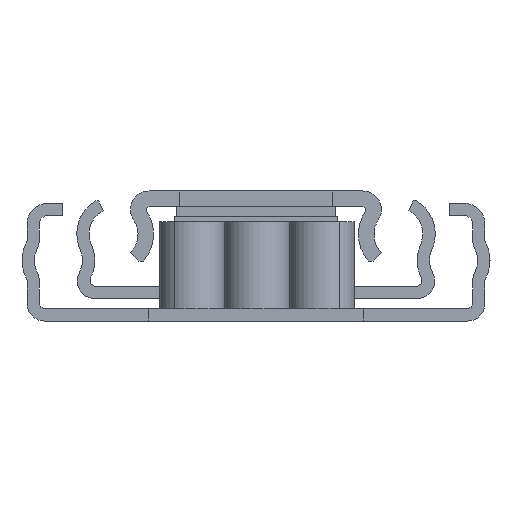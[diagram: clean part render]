
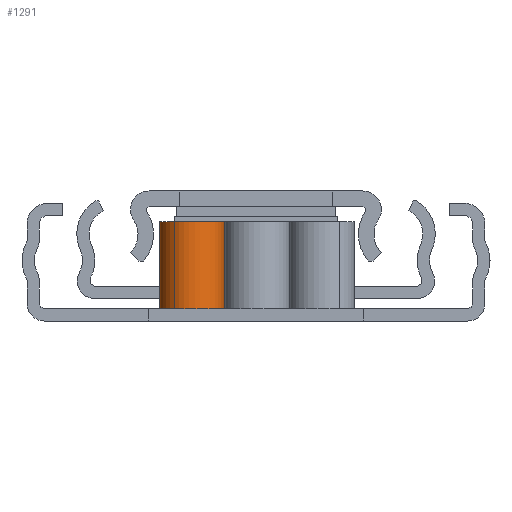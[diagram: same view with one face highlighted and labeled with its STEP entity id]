
A CAD part, left-side view. The second image highlights one B-rep face of the part: STEP entity #1291.
In plain terms, the highlighted cylindrical face has radius 3.198 mm (diameter 6.396 mm), a partial arc.
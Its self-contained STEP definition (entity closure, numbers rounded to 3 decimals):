
#822 = DIRECTION ( 'NONE',  ( 0., 0., -1. ) ) ;
#1193 = VERTEX_POINT ( 'NONE', #9673 ) ;
#1291 = ADVANCED_FACE ( 'NONE', ( #3762 ), #7767, .T. ) ;
#1415 = EDGE_CURVE ( 'NONE', #4138, #10418, #2313, .T. ) ;
#2266 = ORIENTED_EDGE ( 'NONE', *, *, #10697, .F. ) ;
#2313 = LINE ( 'NONE', #3482, #9099 ) ;
#3037 = VERTEX_POINT ( 'NONE', #3900 ) ;
#3397 = CIRCLE ( 'NONE', #10717, 3.198 ) ;
#3409 = AXIS2_PLACEMENT_3D ( 'NONE', #10922, #10010, #5034 ) ;
#3481 = DIRECTION ( 'NONE',  ( 0., 0., -1. ) ) ;
#3482 = CARTESIAN_POINT ( 'NONE',  ( -3.167, -1.1, 8.5 ) ) ;
#3762 = FACE_OUTER_BOUND ( 'NONE', #5603, .T. ) ;
#3900 = CARTESIAN_POINT ( 'NONE',  ( -9.5, -1.1, 8.5 ) ) ;
#4101 = CARTESIAN_POINT ( 'NONE',  ( -6.333, -0.652, 8.5 ) ) ;
#4138 = VERTEX_POINT ( 'NONE', #5224 ) ;
#4146 = CARTESIAN_POINT ( 'NONE',  ( -6.333, -0.652, 8.5 ) ) ;
#4245 = CIRCLE ( 'NONE', #3409, 3.198 ) ;
#4255 = CARTESIAN_POINT ( 'NONE',  ( -3.167, -1.1, 0. ) ) ;
#4362 = ORIENTED_EDGE ( 'NONE', *, *, #10715, .T. ) ;
#5034 = DIRECTION ( 'NONE',  ( -1., 0., 0. ) ) ;
#5224 = CARTESIAN_POINT ( 'NONE',  ( -3.167, -1.1, 8.5 ) ) ;
#5466 = ORIENTED_EDGE ( 'NONE', *, *, #7027, .T. ) ;
#5603 = EDGE_LOOP ( 'NONE', ( #2266, #11643, #4362, #5466 ) ) ;
#6437 = DIRECTION ( 'NONE',  ( 0., 0., -1. ) ) ;
#7027 = EDGE_CURVE ( 'NONE', #3037, #1193, #9455, .T. ) ;
#7767 = CYLINDRICAL_SURFACE ( 'NONE', #10353, 3.198 ) ;
#8106 = DIRECTION ( 'NONE',  ( -1., 0., 0. ) ) ;
#8812 = DIRECTION ( 'NONE',  ( -1., 0., 0. ) ) ;
#8920 = VECTOR ( 'NONE', #3481, 1000. ) ;
#9099 = VECTOR ( 'NONE', #6437, 1000. ) ;
#9455 = LINE ( 'NONE', #12465, #8920 ) ;
#9673 = CARTESIAN_POINT ( 'NONE',  ( -9.5, -1.1, 0. ) ) ;
#10010 = DIRECTION ( 'NONE',  ( 0., 0., -1. ) ) ;
#10353 = AXIS2_PLACEMENT_3D ( 'NONE', #4146, #11766, #8812 ) ;
#10418 = VERTEX_POINT ( 'NONE', #4255 ) ;
#10697 = EDGE_CURVE ( 'NONE', #10418, #1193, #4245, .T. ) ;
#10715 = EDGE_CURVE ( 'NONE', #4138, #3037, #3397, .T. ) ;
#10717 = AXIS2_PLACEMENT_3D ( 'NONE', #4101, #822, #8106 ) ;
#10922 = CARTESIAN_POINT ( 'NONE',  ( -6.333, -0.652, 0. ) ) ;
#11643 = ORIENTED_EDGE ( 'NONE', *, *, #1415, .F. ) ;
#11766 = DIRECTION ( 'NONE',  ( 0., 0., -1. ) ) ;
#12465 = CARTESIAN_POINT ( 'NONE',  ( -9.5, -1.1, 8.5 ) ) ;
